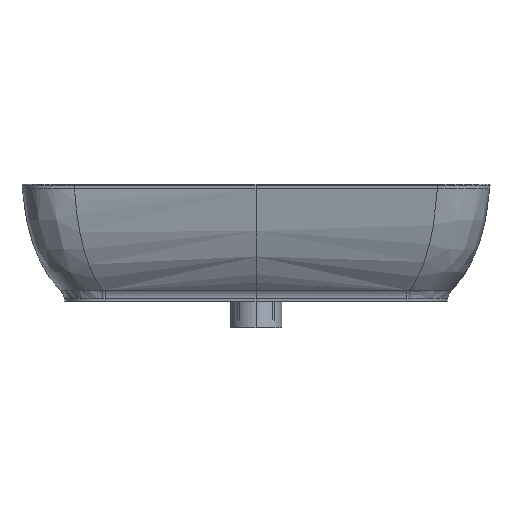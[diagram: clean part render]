
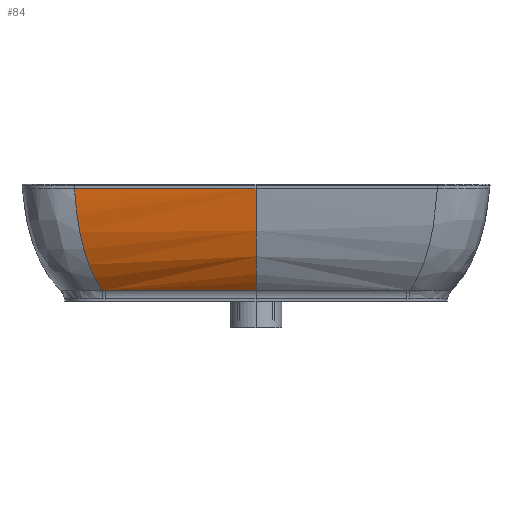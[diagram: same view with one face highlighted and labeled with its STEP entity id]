
A CAD part, left-side view. The second image highlights one B-rep face of the part: STEP entity #84.
In plain terms, the highlighted free-form (B-spline) face has degree [1, 5] with [2, 6] control points.
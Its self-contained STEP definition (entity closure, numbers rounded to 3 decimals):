
#84=ADVANCED_FACE('',(#299),#3072,.T.);
#299=FACE_OUTER_BOUND('',#510,.T.);
#510=EDGE_LOOP('',(#950,#951,#952,#953,#954));
#950=ORIENTED_EDGE('',*,*,#1771,.T.);
#951=ORIENTED_EDGE('',*,*,#1817,.F.);
#952=ORIENTED_EDGE('',*,*,#1818,.F.);
#953=ORIENTED_EDGE('',*,*,#1820,.F.);
#954=ORIENTED_EDGE('',*,*,#1816,.F.);
#1771=EDGE_CURVE('',#2754,#2753,#2269,.T.);
#1816=EDGE_CURVE('',#2754,#2757,#2310,.T.);
#1817=EDGE_CURVE('',#2776,#2753,#2311,.T.);
#1818=EDGE_CURVE('',#2777,#2776,#2312,.T.);
#1820=EDGE_CURVE('',#2757,#2777,#2314,.T.);
#2269=B_SPLINE_CURVE_WITH_KNOTS('',1,(#36477,#36478),.UNSPECIFIED.,.F.,
 .F.,(2,2),(0.,128.938),.UNSPECIFIED.);
#2310=B_SPLINE_CURVE_WITH_KNOTS('',3,(#36808,#36809,#36810,#36811),
 .UNSPECIFIED.,.F.,.F.,(4,4),(69.6,72.629),
 .UNSPECIFIED.);
#2311=B_SPLINE_CURVE_WITH_KNOTS('',5,(#36812,#36813,#36814,#36815,#36816,
#36817),.UNSPECIFIED.,.F.,.F.,(6,6),(0.,91.512),.UNSPECIFIED.);
#2312=B_SPLINE_CURVE_WITH_KNOTS('',1,(#36818,#36819),.UNSPECIFIED.,.F.,
 .F.,(2,2),(-155.,0.),.UNSPECIFIED.);
#2314=B_SPLINE_CURVE_WITH_KNOTS('',5,(#36822,#36823,#36824,#36825,#36826,
#36827,#36828,#36829,#36830),.UNSPECIFIED.,.F.,.F.,(6,3,6),(-136.854,
-71.806,0.),.UNSPECIFIED.);
#2753=VERTEX_POINT('',#35585);
#2754=VERTEX_POINT('',#35586);
#2757=VERTEX_POINT('',#35589);
#2776=VERTEX_POINT('',#35608);
#2777=VERTEX_POINT('',#35609);
#3072=B_SPLINE_SURFACE_WITH_KNOTS('',1,5,((#8126,#8127,#8128,#8129,#8130,
#8131),(#8132,#8133,#8134,#8135,#8136,#8137)),.UNSPECIFIED.,.F.,.F.,.F.,
(2,2),(6,6),(-15.56,170.56),(0.,91.567),
 .UNSPECIFIED.);
#8126=CARTESIAN_POINT('',(-199.65,-15.56,46.129));
#8127=CARTESIAN_POINT('',(-197.575,-15.56,22.412));
#8128=CARTESIAN_POINT('',(-193.286,-15.56,1.875));
#8129=CARTESIAN_POINT('',(-186.784,-15.56,-15.482));
#8130=CARTESIAN_POINT('',(-178.068,-15.56,-29.659));
#8131=CARTESIAN_POINT('',(-167.139,-15.56,-40.655));
#8132=CARTESIAN_POINT('',(-199.65,170.56,46.129));
#8133=CARTESIAN_POINT('',(-197.575,170.56,22.412));
#8134=CARTESIAN_POINT('',(-193.286,170.56,1.875));
#8135=CARTESIAN_POINT('',(-186.784,170.56,-15.482));
#8136=CARTESIAN_POINT('',(-178.068,170.56,-29.659));
#8137=CARTESIAN_POINT('',(-167.139,170.56,-40.655));
#35585=CARTESIAN_POINT('',(-167.172,0.,-40.622));
#35586=CARTESIAN_POINT('',(-167.172,128.938,-40.622));
#35589=CARTESIAN_POINT('',(-167.139,131.379,-40.655));
#35608=CARTESIAN_POINT('',(-199.65,0.,46.129));
#35609=CARTESIAN_POINT('',(-199.65,155.,46.129));
#36477=CARTESIAN_POINT('',(-167.172,128.938,-40.622));
#36478=CARTESIAN_POINT('',(-167.172,0.,-40.622));
#36808=CARTESIAN_POINT('',(-167.172,128.938,-40.622));
#36809=CARTESIAN_POINT('',(-167.172,129.752,-40.622));
#36810=CARTESIAN_POINT('',(-167.161,130.566,-40.632));
#36811=CARTESIAN_POINT('',(-167.139,131.379,-40.655));
#36812=CARTESIAN_POINT('',(-199.65,0.,46.129));
#36813=CARTESIAN_POINT('',(-197.576,0.,22.426));
#36814=CARTESIAN_POINT('',(-193.292,0.,1.9));
#36815=CARTESIAN_POINT('',(-186.796,0.,-15.45));
#36816=CARTESIAN_POINT('',(-178.09,0.,-29.624));
#36817=CARTESIAN_POINT('',(-167.172,0.,-40.622));
#36818=CARTESIAN_POINT('',(-199.65,155.,46.129));
#36819=CARTESIAN_POINT('',(-199.65,0.,46.129));
#36822=CARTESIAN_POINT('',(-167.139,131.379,-40.655));
#36823=CARTESIAN_POINT('',(-172.506,135.279,-35.255));
#36824=CARTESIAN_POINT('',(-177.394,138.83,-29.033));
#36825=CARTESIAN_POINT('',(-181.73,141.981,-22.008));
#36826=CARTESIAN_POINT('',(-189.63,147.72,-5.704));
#36827=CARTESIAN_POINT('',(-194.997,151.619,13.28));
#36828=CARTESIAN_POINT('',(-197.133,153.171,23.837));
#36829=CARTESIAN_POINT('',(-198.66,154.281,34.817));
#36830=CARTESIAN_POINT('',(-199.65,155.,46.129));
